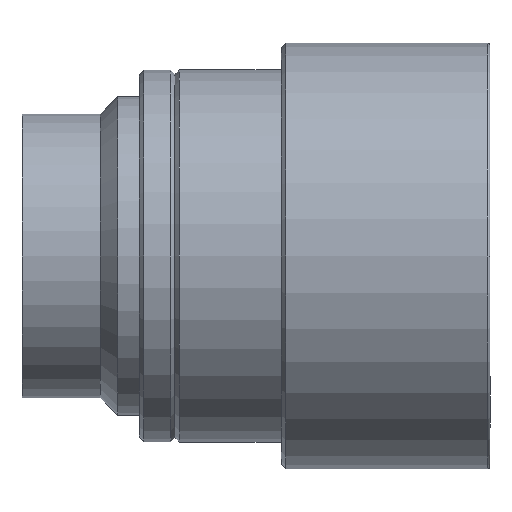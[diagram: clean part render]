
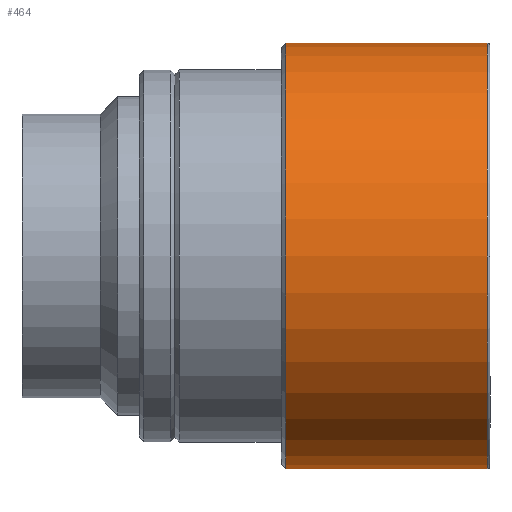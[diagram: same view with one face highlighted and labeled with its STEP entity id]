
A CAD part, front view. The second image highlights one B-rep face of the part: STEP entity #464.
In plain terms, the highlighted cylindrical face has radius 38.1 mm (diameter 76.2 mm), a full revolution.
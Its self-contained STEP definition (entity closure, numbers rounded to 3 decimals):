
#18=B_SPLINE_CURVE_WITH_KNOTS('',3,(#760,#761,#762,#763,#764,#765,#766,
#767,#768,#769,#770,#771,#772,#773,#774,#775,#776,#777,#778,#779,#780,#781,
#782,#783,#784,#785,#786,#787,#788,#789,#790,#791,#792,#793),
 .UNSPECIFIED.,.T.,.F.,(4,2,2,2,2,2,2,2,2,2,2,2,2,2,2,2,4),(-4.533,
-4.25,-3.966,-3.683,-3.4,
-3.116,-2.833,-2.55,-2.266,
-1.983,-1.7,-1.417,-1.133,
-0.85,-0.567,-0.283,0.),
 .UNSPECIFIED.);
#35=CYLINDRICAL_SURFACE('',#514,38.1);
#55=FACE_BOUND('',#142,.T.);
#56=FACE_BOUND('',#143,.T.);
#96=FACE_OUTER_BOUND('',#141,.T.);
#141=EDGE_LOOP('',(#339));
#142=EDGE_LOOP('',(#340));
#143=EDGE_LOOP('',(#341));
#215=CIRCLE('',#511,38.1);
#217=CIRCLE('',#515,38.1);
#253=VERTEX_POINT('',#751);
#255=VERTEX_POINT('',#757);
#256=VERTEX_POINT('',#759);
#293=EDGE_CURVE('',#253,#253,#215,.T.);
#295=EDGE_CURVE('',#255,#255,#217,.T.);
#296=EDGE_CURVE('',#256,#256,#18,.T.);
#339=ORIENTED_EDGE('',*,*,#293,.F.);
#340=ORIENTED_EDGE('',*,*,#295,.F.);
#341=ORIENTED_EDGE('',*,*,#296,.T.);
#464=ADVANCED_FACE('',(#96,#55,#56),#35,.T.);
#511=AXIS2_PLACEMENT_3D('',#752,#601,#602);
#514=AXIS2_PLACEMENT_3D('',#756,#607,#608);
#515=AXIS2_PLACEMENT_3D('',#758,#609,#610);
#601=DIRECTION('center_axis',(1.,0.,0.));
#602=DIRECTION('ref_axis',(0.,-1.,0.));
#607=DIRECTION('center_axis',(-1.,0.,0.));
#608=DIRECTION('ref_axis',(0.,1.,0.));
#609=DIRECTION('center_axis',(-1.,0.,0.));
#610=DIRECTION('ref_axis',(0.,-1.,0.));
#751=CARTESIAN_POINT('',(47.544,29.943,0.));
#752=CARTESIAN_POINT('Origin',(47.544,-8.157,0.));
#756=CARTESIAN_POINT('Origin',(29.702,-8.157,0.));
#757=CARTESIAN_POINT('',(11.452,29.943,0.));
#758=CARTESIAN_POINT('Origin',(11.452,-8.157,0.));
#759=CARTESIAN_POINT('',(29.328,29.943,0.));
#760=CARTESIAN_POINT('Ctrl Pts',(21.828,29.197,-7.5));
#761=CARTESIAN_POINT('Ctrl Pts',(22.772,29.197,-7.5));
#762=CARTESIAN_POINT('Ctrl Pts',(23.778,29.237,-7.311));
#763=CARTESIAN_POINT('Ctrl Pts',(25.625,29.378,-6.545));
#764=CARTESIAN_POINT('Ctrl Pts',(26.466,29.478,-5.968));
#765=CARTESIAN_POINT('Ctrl Pts',(27.795,29.665,-4.639));
#766=CARTESIAN_POINT('Ctrl Pts',(28.372,29.764,-3.797));
#767=CARTESIAN_POINT('Ctrl Pts',(29.138,29.904,-1.95));
#768=CARTESIAN_POINT('Ctrl Pts',(29.328,29.943,-0.944));
#769=CARTESIAN_POINT('Ctrl Pts',(29.328,29.943,0.944));
#770=CARTESIAN_POINT('Ctrl Pts',(29.138,29.904,1.95));
#771=CARTESIAN_POINT('Ctrl Pts',(28.372,29.764,3.797));
#772=CARTESIAN_POINT('Ctrl Pts',(27.795,29.665,4.639));
#773=CARTESIAN_POINT('Ctrl Pts',(26.466,29.478,5.968));
#774=CARTESIAN_POINT('Ctrl Pts',(25.625,29.378,6.545));
#775=CARTESIAN_POINT('Ctrl Pts',(23.778,29.237,7.311));
#776=CARTESIAN_POINT('Ctrl Pts',(22.772,29.197,7.5));
#777=CARTESIAN_POINT('Ctrl Pts',(20.883,29.197,7.5));
#778=CARTESIAN_POINT('Ctrl Pts',(19.878,29.237,7.311));
#779=CARTESIAN_POINT('Ctrl Pts',(18.03,29.378,6.545));
#780=CARTESIAN_POINT('Ctrl Pts',(17.189,29.478,5.968));
#781=CARTESIAN_POINT('Ctrl Pts',(15.86,29.665,4.639));
#782=CARTESIAN_POINT('Ctrl Pts',(15.283,29.764,3.797));
#783=CARTESIAN_POINT('Ctrl Pts',(14.517,29.904,1.95));
#784=CARTESIAN_POINT('Ctrl Pts',(14.328,29.943,0.944));
#785=CARTESIAN_POINT('Ctrl Pts',(14.328,29.943,-0.944));
#786=CARTESIAN_POINT('Ctrl Pts',(14.517,29.904,-1.95));
#787=CARTESIAN_POINT('Ctrl Pts',(15.283,29.764,-3.797));
#788=CARTESIAN_POINT('Ctrl Pts',(15.86,29.665,-4.639));
#789=CARTESIAN_POINT('Ctrl Pts',(17.189,29.478,-5.968));
#790=CARTESIAN_POINT('Ctrl Pts',(18.03,29.378,-6.545));
#791=CARTESIAN_POINT('Ctrl Pts',(19.878,29.237,-7.311));
#792=CARTESIAN_POINT('Ctrl Pts',(20.883,29.197,-7.5));
#793=CARTESIAN_POINT('Ctrl Pts',(21.828,29.197,-7.5));
